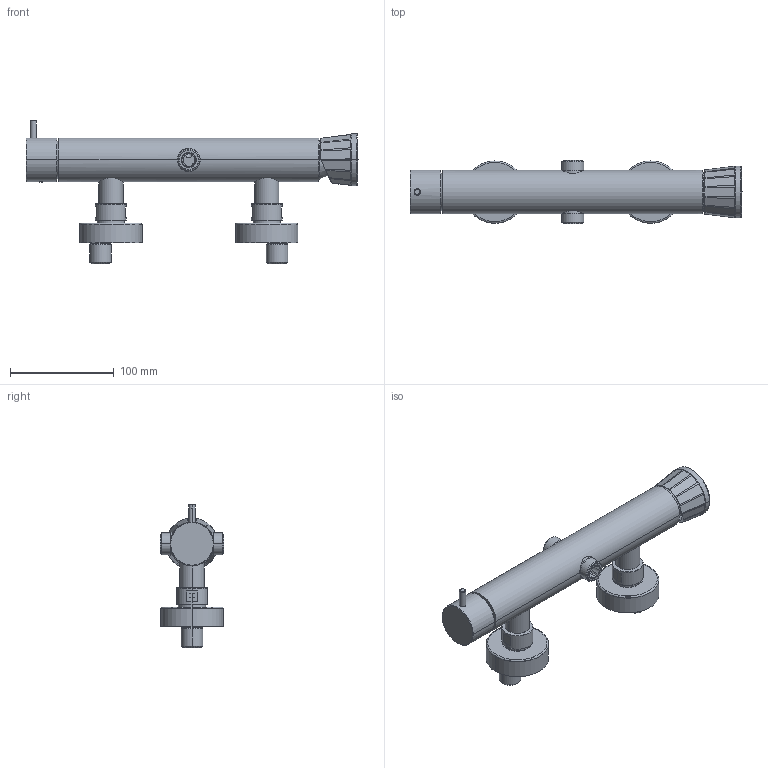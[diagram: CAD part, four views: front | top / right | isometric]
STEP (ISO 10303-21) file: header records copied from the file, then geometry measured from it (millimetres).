
FILE_DESCRIPTION((''),'2;1');
FILE_NAME('OIELDE125RO_ASM','2025-10-16T15:03:59',('Administrator'),(''),'CREO PARAMETRIC BY PTC INC, 2024493','CREO PARAMETRIC BY PTC INC, 2024493','');
FILE_SCHEMA(('CONFIG_CONTROL_DESIGN','SHAPE_APPEARANCE_LAYERS_GROUPS'));
Length unit declared in the file: millimetre
Products named in the file (14): OIBR00276; OIAQ00285; OIBR00998; OIAQ00028; OIBR00272; OIBR00274; OIBR00273; OIKT10047; OIKT10046; OIKT00024_ASM; OIZA00027; OIAQ00013; OIBR00072; OIELDE125RO_ASM
Assembly tree (20 placements, depth 3):
  OIELDE125RO_ASM
    OIBR00276
    OIAQ00285  x2
    OIBR00998
    OIAQ00028  x2
    OIBR00272  x2
    OIBR00274  x2
    OIBR00273  x2
    OIKT00024_ASM  x2
      OIKT10047
      OIKT10046
    OIZA00027
    OIAQ00013  x2
    OIBR00072
Bounding box: 319.32 x 60.94 x 137.8 mm (x, y, z)
Volume: 352537 mm3; surface area: 166136.4 mm2
Topology: 20 solids, 50 shells, 1061 faces, 2534 edges, 1550 vertices
Faces by surface type: cylinder 361, plane 297, cone 183, bspline 126, torus 88, sphere 6
Entity records: 33932 total; most frequent: CARTESIAN_POINT 9936, DIRECTION 3565, ORIENTED_EDGE 3398, PRESENTATION_STYLE_ASSIGNMENT 1963, STYLED_ITEM 1923, CURVE_STYLE 1737, EDGE_CURVE 1737, AXIS2_PLACEMENT_3D 1490
